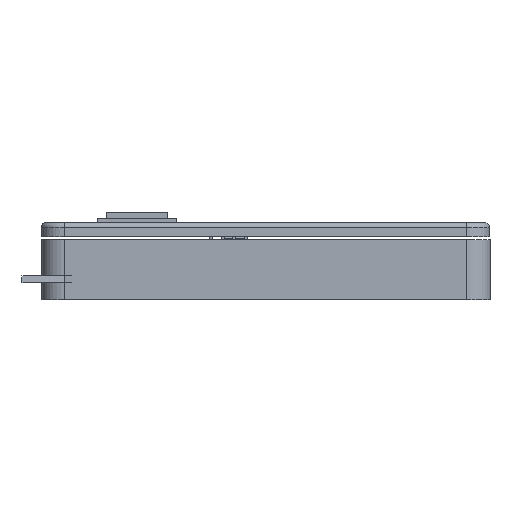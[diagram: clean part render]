
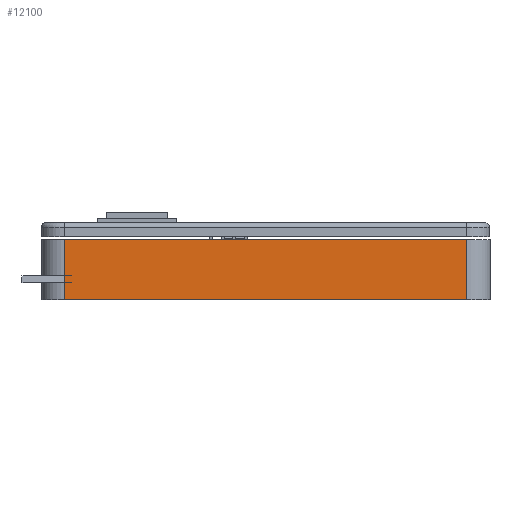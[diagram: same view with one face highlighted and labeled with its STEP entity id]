
A CAD part, left-side view. The second image highlights one B-rep face of the part: STEP entity #12100.
In plain terms, the highlighted planar face has unit normal (-1, 0, 0).
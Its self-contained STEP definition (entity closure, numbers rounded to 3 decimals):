
#1481=FACE_OUTER_BOUND('',#2143,.T.);
#2143=EDGE_LOOP('',(#9466,#9467,#9468,#9469));
#3165=LINE('',#19785,#4355);
#3169=LINE('',#19805,#4359);
#3171=LINE('',#19814,#4361);
#3198=LINE('',#19880,#4388);
#4355=VECTOR('',#14021,10.);
#4359=VECTOR('',#14043,10.);
#4361=VECTOR('',#14055,10.);
#4388=VECTOR('',#14124,10.);
#5581=VERTEX_POINT('',#19782);
#5582=VERTEX_POINT('',#19784);
#5589=VERTEX_POINT('',#19803);
#5591=VERTEX_POINT('',#19812);
#6952=EDGE_CURVE('',#5582,#5581,#3165,.T.);
#6963=EDGE_CURVE('',#5589,#5581,#3169,.T.);
#6967=EDGE_CURVE('',#5582,#5591,#3171,.T.);
#7000=EDGE_CURVE('',#5591,#5589,#3198,.T.);
#9466=ORIENTED_EDGE('',*,*,#6963,.F.);
#9467=ORIENTED_EDGE('',*,*,#7000,.F.);
#9468=ORIENTED_EDGE('',*,*,#6967,.F.);
#9469=ORIENTED_EDGE('',*,*,#6952,.T.);
#11597=PLANE('',#12682);
#12100=ADVANCED_FACE('',(#1481),#11597,.T.);
#12682=AXIS2_PLACEMENT_3D('',#19879,#14122,#14123);
#14021=DIRECTION('',(0.,-1.,0.));
#14043=DIRECTION('',(0.,0.,-1.));
#14055=DIRECTION('',(0.,0.,1.));
#14122=DIRECTION('center_axis',(-1.,0.,0.));
#14123=DIRECTION('ref_axis',(0.,-1.,0.));
#14124=DIRECTION('',(0.,-1.,0.));
#19782=CARTESIAN_POINT('',(-9.5,-4.5,0.));
#19784=CARTESIAN_POINT('',(-9.5,82.5,0.));
#19785=CARTESIAN_POINT('',(-9.5,87.5,0.));
#19803=CARTESIAN_POINT('',(-9.5,-4.5,13.));
#19805=CARTESIAN_POINT('',(-9.5,-4.5,0.));
#19812=CARTESIAN_POINT('',(-9.5,82.5,13.));
#19814=CARTESIAN_POINT('',(-9.5,82.5,0.));
#19879=CARTESIAN_POINT('Origin',(-9.5,87.5,0.));
#19880=CARTESIAN_POINT('',(-9.5,87.5,13.));
